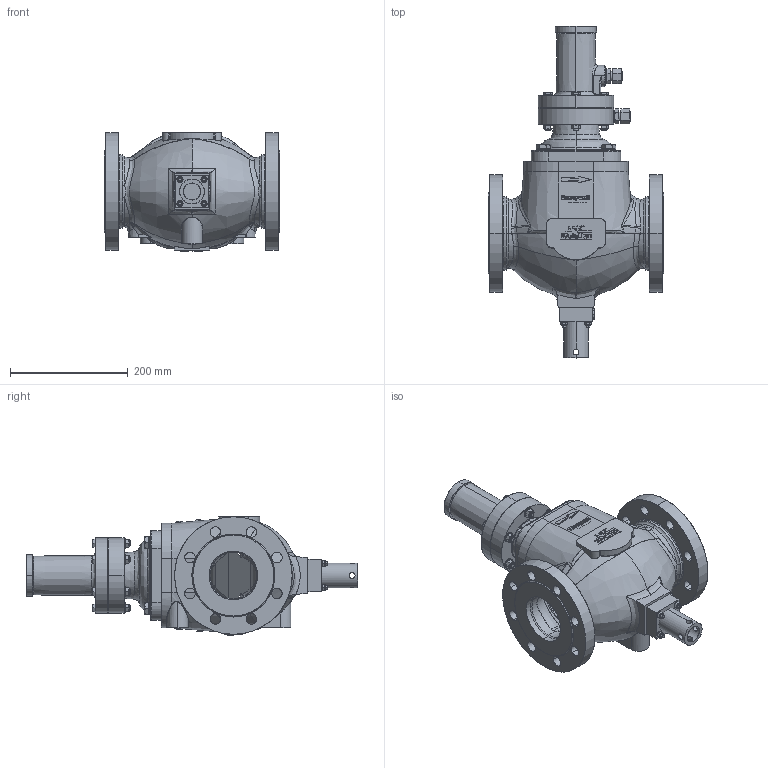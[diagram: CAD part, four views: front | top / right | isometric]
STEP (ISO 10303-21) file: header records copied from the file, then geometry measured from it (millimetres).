
FILE_DESCRIPTION (( 'STEP AP214' ), '1' );
FILE_NAME ('MB_HON720_DN_80_PN_40_K5.STEP', '2017-03-08T14:15:52', ( '' ), ( '' ), 'SwSTEP 2.0', 'SolidWorks 2015', '' );
FILE_SCHEMA (( 'AUTOMOTIVE_DESIGN' ));
Length unit declared in the file: millimetre
Products named in the file (1): MB_HON720_DN_80_PN_40_K5
Bounding box: 298 x 564.88 x 202.35 mm (x, y, z)
Surface area: 548134.2 mm2 (no closed solid volume)
Topology: 0 solids, 1097 shells, 1477 faces, 6668 edges, 6295 vertices
Faces by surface type: plane 551, bspline 422, cylinder 308, cone 196
Entity records: 153652 total; most frequent: CARTESIAN_POINT 107442, ORIENTED_EDGE 7575, DIRECTION 6991, EDGE_CURVE 6657, VERTEX_POINT 6295, B_SPLINE_CURVE_WITH_KNOTS 2926, VECTOR 2543, LINE 2543
